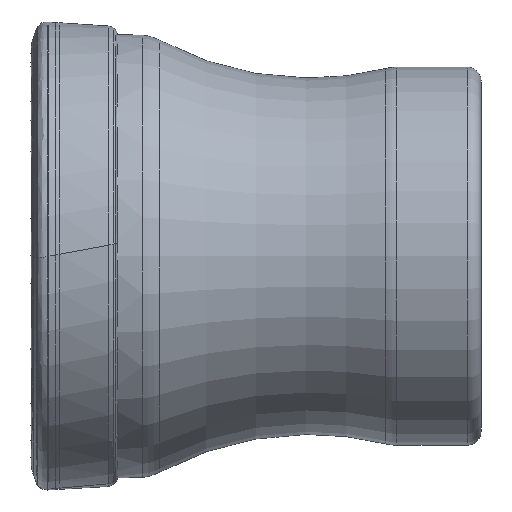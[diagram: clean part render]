
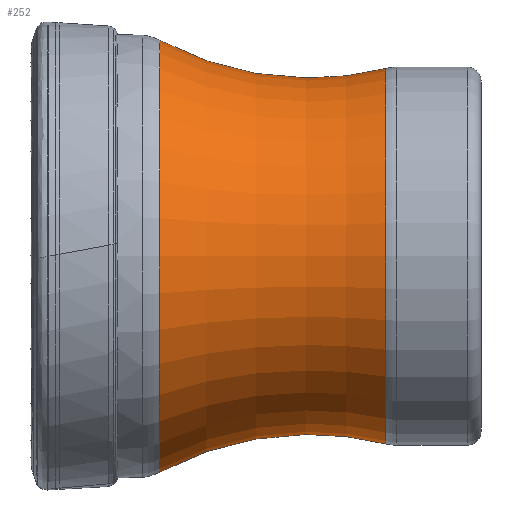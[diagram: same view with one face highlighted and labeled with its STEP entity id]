
A CAD part, top view. The second image highlights one B-rep face of the part: STEP entity #252.
In plain terms, the highlighted toroidal (fillet/blend) face has major radius 54.8 mm and minor radius 35 mm.
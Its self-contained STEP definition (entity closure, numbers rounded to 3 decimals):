
#252=ADVANCED_FACE('',(#348,#349),#317,.F.);
#317=TOROIDAL_SURFACE('',#1034,54.8,35.);
#348=FACE_BOUND('',#382,.T.);
#349=FACE_BOUND('',#383,.T.);
#382=EDGE_LOOP('',(#472));
#383=EDGE_LOOP('',(#473));
#472=ORIENTED_EDGE('',*,*,#787,.T.);
#473=ORIENTED_EDGE('',*,*,#771,.F.);
#698=VERTEX_POINT('',#1385);
#714=VERTEX_POINT('',#1433);
#771=EDGE_CURVE('',#698,#698,#900,.T.);
#787=EDGE_CURVE('',#714,#714,#916,.T.);
#900=CIRCLE('',#1000,23.987);
#916=CIRCLE('',#1032,20.85);
#1000=AXIS2_PLACEMENT_3D('',#1384,#1119,#1120);
#1032=AXIS2_PLACEMENT_3D('',#1432,#1183,#1184);
#1034=AXIS2_PLACEMENT_3D('',#1435,#1187,#1188);
#1119=DIRECTION('',(-1.,0.,0.));
#1120=DIRECTION('',(0.,0.,1.));
#1183=DIRECTION('',(-1.,0.,0.));
#1184=DIRECTION('',(0.,0.,1.));
#1187=DIRECTION('',(-1.,0.,0.));
#1188=DIRECTION('',(0.,0.,1.));
#1384=CARTESIAN_POINT('',(14.314,0.,0.));
#1385=CARTESIAN_POINT('',(14.314,0.,23.987));
#1432=CARTESIAN_POINT('',(39.422,0.,0.));
#1433=CARTESIAN_POINT('',(39.422,0.,20.85));
#1435=CARTESIAN_POINT('',(30.914,0.,0.));
